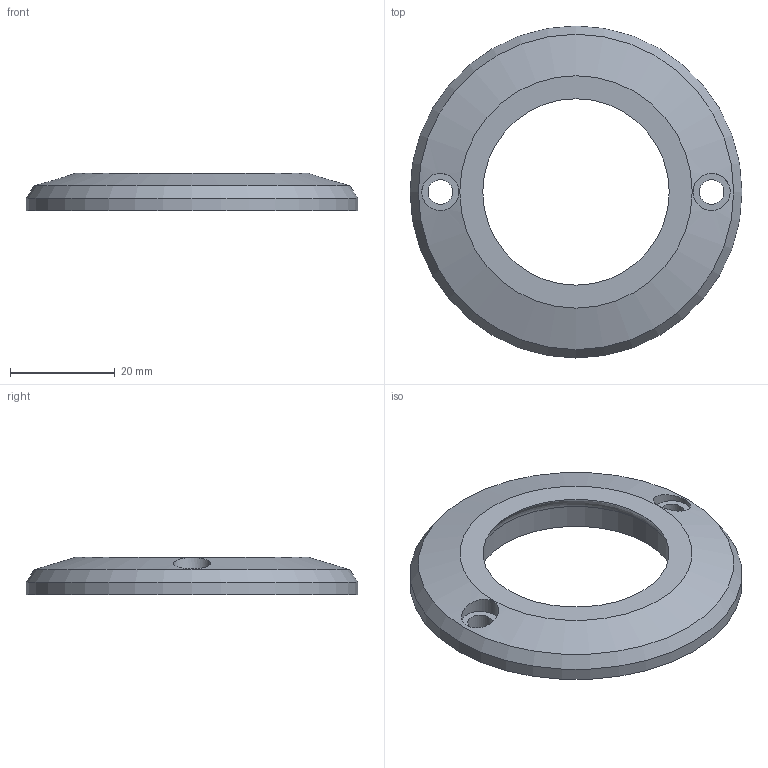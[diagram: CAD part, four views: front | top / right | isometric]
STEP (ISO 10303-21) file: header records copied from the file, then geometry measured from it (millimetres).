
FILE_DESCRIPTION(('STEP AP214'),'1');
FILE_NAME('100-336.stp','2014-07-06T20:44:44',(' '),(' '),'Spatial InterOp 3D',' ',' ');
FILE_SCHEMA(('automotive_design'));
Length unit declared in the file: metre
Products named in the file (1): 1
Bounding box: 63.5 x 63.5 x 7.15 mm (x, y, z)
Volume: 11560.5 mm3; surface area: 6005.7 mm2
Topology: 1 solids, 1 shells, 13 faces, 33 edges, 23 vertices
Faces by surface type: cylinder 6, plane 4, cone 2, torus 1
Full cylindrical faces by diameter (mm): 4.724 x2, 7.112 x2, 38.1 x1, 63.5 x1
Entity records: 541 total; most frequent: CARTESIAN_POINT 174, DIRECTION 54, EDGE_LOOP 30, ORIENTED_EDGE 30, AXIS2_PLACEMENT_3D 27, FACE_OUTER_BOUND 20, EDGE_CURVE 15, VERTEX_POINT 15
